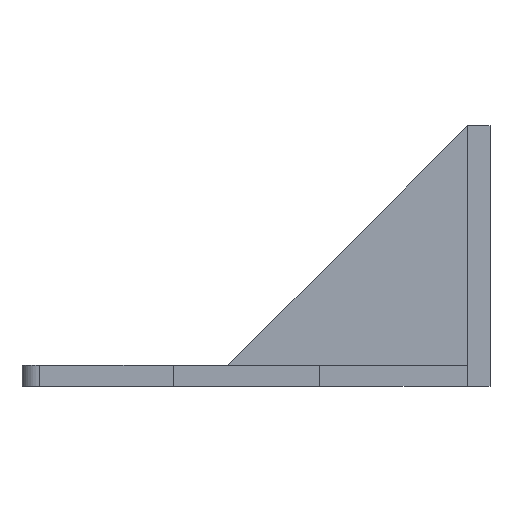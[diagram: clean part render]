
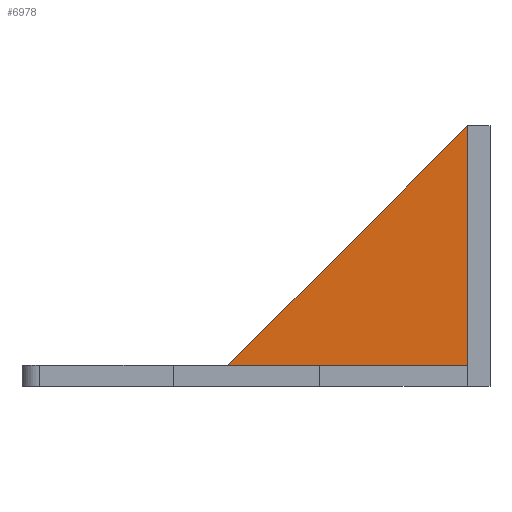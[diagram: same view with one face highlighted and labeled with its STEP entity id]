
A CAD part, left-side view. The second image highlights one B-rep face of the part: STEP entity #6978.
In plain terms, the highlighted planar face has unit normal (-1, 0, 0).
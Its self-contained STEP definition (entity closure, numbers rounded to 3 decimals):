
#6871=CARTESIAN_POINT('',(385.9,261.5,4.5));
#6872=VERTEX_POINT('',#6871);
#6887=CARTESIAN_POINT('',(385.9,261.5,73.341));
#6888=VERTEX_POINT('',#6887);
#6895=CARTESIAN_POINT('',(385.9,261.5,4.5));
#6896=DIRECTION('',(0.,0.,1.));
#6897=VECTOR('',#6896,68.841);
#6898=LINE('',#6895,#6897);
#6899=EDGE_CURVE('',#6872,#6888,#6898,.T.);
#6909=CARTESIAN_POINT('',(385.9,330.341,4.5));
#6910=VERTEX_POINT('',#6909);
#6911=CARTESIAN_POINT('',(385.9,261.5,73.341));
#6912=DIRECTION('',(0.,0.707,-0.707));
#6913=VECTOR('',#6912,97.355);
#6914=LINE('',#6911,#6913);
#6915=EDGE_CURVE('',#6888,#6910,#6914,.T.);
#6947=CARTESIAN_POINT('',(385.9,330.341,4.5));
#6948=DIRECTION('',(0.,-1.,0.));
#6949=VECTOR('',#6948,68.841);
#6950=LINE('',#6947,#6949);
#6951=EDGE_CURVE('',#6910,#6872,#6950,.T.);
#6968=CARTESIAN_POINT('',(385.9,238.5,0.));
#6969=DIRECTION('',(-1.,0.,0.));
#6970=DIRECTION('',(0.,-1.,0.));
#6971=AXIS2_PLACEMENT_3D('',#6968,#6969,#6970);
#6972=PLANE('',#6971);
#6973=ORIENTED_EDGE('',*,*,#6951,.T.);
#6974=ORIENTED_EDGE('',*,*,#6899,.T.);
#6975=ORIENTED_EDGE('',*,*,#6915,.T.);
#6976=EDGE_LOOP('',(#6973,#6974,#6975));
#6977=FACE_BOUND('',#6976,.T.);
#6978=ADVANCED_FACE('',(#6977),#6972,.T.);
